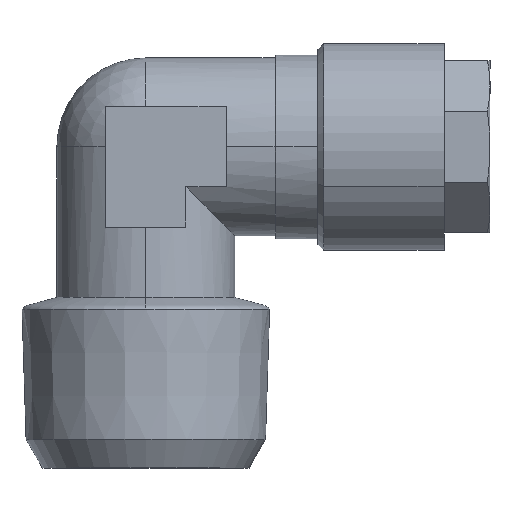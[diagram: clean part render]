
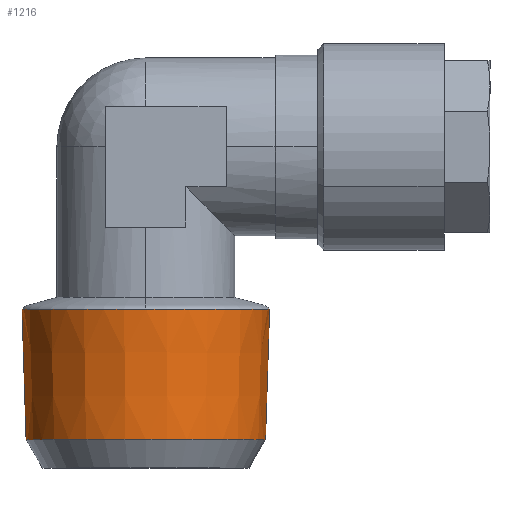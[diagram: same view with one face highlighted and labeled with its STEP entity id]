
A CAD part, top view. The second image highlights one B-rep face of the part: STEP entity #1216.
In plain terms, the highlighted conical face has half-angle 1.788 degrees and reference radius 10.794 mm.
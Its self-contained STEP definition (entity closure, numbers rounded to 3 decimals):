
#123 = ORIENTED_EDGE ( 'NONE', *, *, #1473, .F. ) ;
#143 = EDGE_LOOP ( 'NONE', ( #586, #585, #261, #262, #123 ) ) ;
#182 = AXIS2_PLACEMENT_3D ( 'NONE', #3096, #3097, #3098 ) ;
#261 = ORIENTED_EDGE ( 'NONE', *, *, #1471, .F. ) ;
#262 = ORIENTED_EDGE ( 'NONE', *, *, #1472, .F. ) ;
#585 = ORIENTED_EDGE ( 'NONE', *, *, #1470, .T. ) ;
#586 = ORIENTED_EDGE ( 'NONE', *, *, #1468, .T. ) ;
#727 = CARTESIAN_POINT ( 'NONE',  ( 0., 17., 0. ) ) ;
#728 = DIRECTION ( 'NONE',  ( 0., 1., 0. ) ) ;
#736 = DIRECTION ( 'NONE',  ( -1., 0., 0. ) ) ;
#1216 = ADVANCED_FACE ( 'NONE', ( #1256 ), #1261, .T. ) ;
#1256 = FACE_OUTER_BOUND ( 'NONE', #143, .T. ) ;
#1261 = CONICAL_SURFACE ( 'NONE', #2924, 10.794, 0.031 ) ;
#1412 = VERTEX_POINT ( 'NONE', #3007 ) ;
#1413 = VERTEX_POINT ( 'NONE', #3008 ) ;
#1414 = VERTEX_POINT ( 'NONE', #3009 ) ;
#1415 = VERTEX_POINT ( 'NONE', #3010 ) ;
#1416 = VERTEX_POINT ( 'NONE', #3011 ) ;
#1468 = EDGE_CURVE ( 'NONE', #1413, #1414, #2591, .T. ) ;
#1470 = EDGE_CURVE ( 'NONE', #1414, #1415, #2593, .T. ) ;
#1471 = EDGE_CURVE ( 'NONE', #1416, #1415, #2596, .T. ) ;
#1472 = EDGE_CURVE ( 'NONE', #1412, #1416, #2594, .T. ) ;
#1473 = EDGE_CURVE ( 'NONE', #1413, #1412, #2598, .T. ) ;
#2591 = CIRCLE ( 'NONE', #2983, 10.435 ) ;
#2593 = LINE ( 'NONE', #3085, #2597 ) ;
#2594 = CIRCLE ( 'NONE', #182, 10.79 ) ;
#2596 = CIRCLE ( 'NONE', #2984, 10.79 ) ;
#2597 = VECTOR ( 'NONE', #3090, 1000. ) ;
#2598 = LINE ( 'NONE', #3095, #2601 ) ;
#2601 = VECTOR ( 'NONE', #3091, 1000. ) ;
#2924 = AXIS2_PLACEMENT_3D ( 'NONE', #727, #728, #736 ) ;
#2983 = AXIS2_PLACEMENT_3D ( 'NONE', #3087, #3088, #3089 ) ;
#2984 = AXIS2_PLACEMENT_3D ( 'NONE', #3092, #3093, #3094 ) ;
#3007 = CARTESIAN_POINT ( 'NONE',  ( -10.79, 16.846, 0. ) ) ;
#3008 = CARTESIAN_POINT ( 'NONE',  ( -10.435, 5.485, 0. ) ) ;
#3009 = CARTESIAN_POINT ( 'NONE',  ( 10.435, 5.485, 0. ) ) ;
#3010 = CARTESIAN_POINT ( 'NONE',  ( 10.79, 16.846, 0. ) ) ;
#3011 = CARTESIAN_POINT ( 'NONE',  ( 0., 16.846, 10.79 ) ) ;
#3085 = CARTESIAN_POINT ( 'NONE',  ( 10.794, 17., 0. ) ) ;
#3087 = CARTESIAN_POINT ( 'NONE',  ( 0., 5.485, 0. ) ) ;
#3088 = DIRECTION ( 'NONE',  ( 0., 1., 0. ) ) ;
#3089 = DIRECTION ( 'NONE',  ( -1., 0., 0. ) ) ;
#3090 = DIRECTION ( 'NONE',  ( 0.031, 1., 0. ) ) ;
#3091 = DIRECTION ( 'NONE',  ( -0.031, 1., 0. ) ) ;
#3092 = CARTESIAN_POINT ( 'NONE',  ( 0., 16.846, 0. ) ) ;
#3093 = DIRECTION ( 'NONE',  ( 0., 1., 0. ) ) ;
#3094 = DIRECTION ( 'NONE',  ( 1., 0., 0. ) ) ;
#3095 = CARTESIAN_POINT ( 'NONE',  ( -10.794, 17., 0. ) ) ;
#3096 = CARTESIAN_POINT ( 'NONE',  ( 0., 16.846, 0. ) ) ;
#3097 = DIRECTION ( 'NONE',  ( 0., 1., 0. ) ) ;
#3098 = DIRECTION ( 'NONE',  ( 1., 0., 0. ) ) ;
